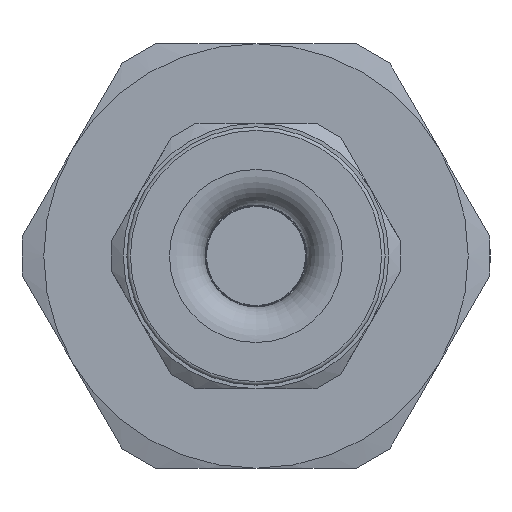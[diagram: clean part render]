
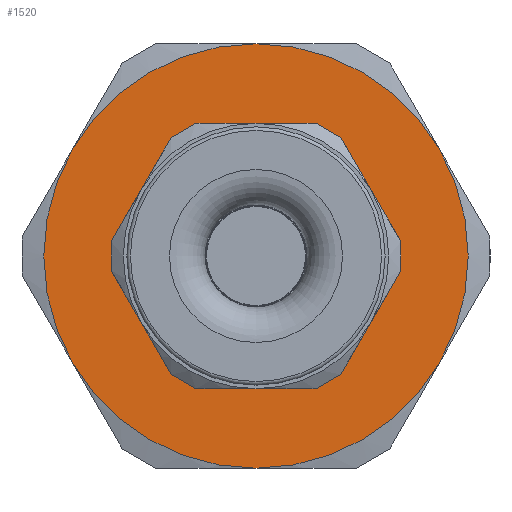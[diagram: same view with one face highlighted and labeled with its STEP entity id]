
A CAD part, left-side view. The second image highlights one B-rep face of the part: STEP entity #1520.
In plain terms, the highlighted planar face has unit normal (-1, 0, 0).
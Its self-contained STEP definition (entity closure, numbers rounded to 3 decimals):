
#216=PLANE('',#1753);
#249=FACE_BOUND('',#487,.T.);
#357=FACE_OUTER_BOUND('',#486,.T.);
#486=EDGE_LOOP('',(#1334,#1335,#1336,#1337,#1338,#1339));
#487=EDGE_LOOP('',(#1340));
#603=CIRCLE('',#1732,12.);
#604=CIRCLE('',#1734,12.);
#605=CIRCLE('',#1736,12.);
#606=CIRCLE('',#1738,12.);
#607=CIRCLE('',#1740,12.);
#613=CIRCLE('',#1752,12.);
#614=CIRCLE('',#1754,7.35);
#745=VERTEX_POINT('',#6096);
#752=VERTEX_POINT('',#6122);
#760=VERTEX_POINT('',#6149);
#766=VERTEX_POINT('',#6175);
#768=VERTEX_POINT('',#6188);
#774=VERTEX_POINT('',#6209);
#780=VERTEX_POINT('',#6261);
#969=EDGE_CURVE('',#760,#766,#603,.T.);
#970=EDGE_CURVE('',#774,#760,#604,.T.);
#971=EDGE_CURVE('',#766,#752,#605,.T.);
#972=EDGE_CURVE('',#768,#774,#606,.T.);
#973=EDGE_CURVE('',#752,#745,#607,.T.);
#979=EDGE_CURVE('',#745,#768,#613,.T.);
#980=EDGE_CURVE('',#780,#780,#614,.T.);
#1334=ORIENTED_EDGE('',*,*,#970,.F.);
#1335=ORIENTED_EDGE('',*,*,#972,.F.);
#1336=ORIENTED_EDGE('',*,*,#979,.F.);
#1337=ORIENTED_EDGE('',*,*,#973,.F.);
#1338=ORIENTED_EDGE('',*,*,#971,.F.);
#1339=ORIENTED_EDGE('',*,*,#969,.F.);
#1340=ORIENTED_EDGE('',*,*,#980,.T.);
#1520=ADVANCED_FACE('',(#357,#249),#216,.T.);
#1732=AXIS2_PLACEMENT_3D('',#6239,#2079,#2080);
#1734=AXIS2_PLACEMENT_3D('',#6241,#2083,#2084);
#1736=AXIS2_PLACEMENT_3D('',#6243,#2087,#2088);
#1738=AXIS2_PLACEMENT_3D('',#6245,#2091,#2092);
#1740=AXIS2_PLACEMENT_3D('',#6247,#2095,#2096);
#1752=AXIS2_PLACEMENT_3D('',#6259,#2119,#2120);
#1753=AXIS2_PLACEMENT_3D('',#6260,#2121,#2122);
#1754=AXIS2_PLACEMENT_3D('',#6262,#2123,#2124);
#2079=DIRECTION('center_axis',(1.,0.,0.));
#2080=DIRECTION('ref_axis',(0.,-1.,0.));
#2083=DIRECTION('center_axis',(1.,0.,0.));
#2084=DIRECTION('ref_axis',(0.,-1.,0.));
#2087=DIRECTION('center_axis',(1.,0.,0.));
#2088=DIRECTION('ref_axis',(0.,-1.,0.));
#2091=DIRECTION('center_axis',(1.,0.,0.));
#2092=DIRECTION('ref_axis',(0.,-1.,0.));
#2095=DIRECTION('center_axis',(1.,0.,0.));
#2096=DIRECTION('ref_axis',(0.,-1.,0.));
#2119=DIRECTION('center_axis',(1.,0.,0.));
#2120=DIRECTION('ref_axis',(0.,-1.,0.));
#2121=DIRECTION('center_axis',(-1.,0.,0.));
#2122=DIRECTION('ref_axis',(0.,0.,1.));
#2123=DIRECTION('center_axis',(1.,0.,0.));
#2124=DIRECTION('ref_axis',(0.,0.,-1.));
#6096=CARTESIAN_POINT('',(-20.08,-10.392,-6.));
#6122=CARTESIAN_POINT('',(-20.08,-10.392,6.));
#6149=CARTESIAN_POINT('',(-20.08,10.392,6.));
#6175=CARTESIAN_POINT('',(-20.08,0.,12.));
#6188=CARTESIAN_POINT('',(-20.08,0.,-12.));
#6209=CARTESIAN_POINT('',(-20.08,10.392,-6.));
#6239=CARTESIAN_POINT('Origin',(-20.08,0.,0.));
#6241=CARTESIAN_POINT('Origin',(-20.08,0.,0.));
#6243=CARTESIAN_POINT('Origin',(-20.08,0.,0.));
#6245=CARTESIAN_POINT('Origin',(-20.08,0.,0.));
#6247=CARTESIAN_POINT('Origin',(-20.08,0.,0.));
#6259=CARTESIAN_POINT('Origin',(-20.08,0.,0.));
#6260=CARTESIAN_POINT('Origin',(-20.08,13.275,0.));
#6261=CARTESIAN_POINT('',(-20.08,7.35,0.));
#6262=CARTESIAN_POINT('Origin',(-20.08,0.,0.));
